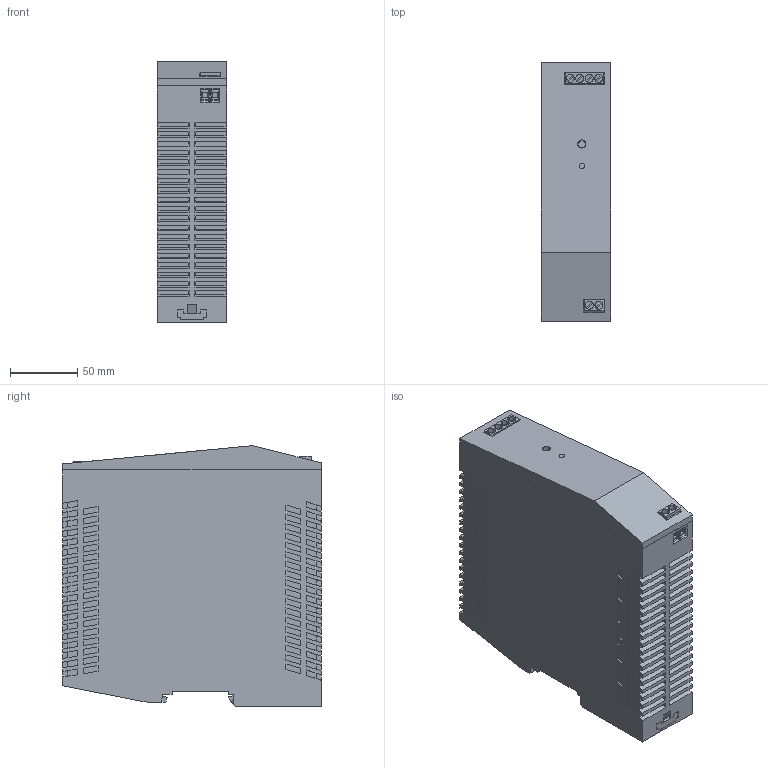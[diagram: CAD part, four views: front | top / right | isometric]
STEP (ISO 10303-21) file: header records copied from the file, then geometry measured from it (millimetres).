
FILE_DESCRIPTION(('FreeCAD Model'),'2;1');
FILE_NAME('Open CASCADE Shape Model','2025-04-30T06:42:57',('FreeCAD'),( 'FreeCAD'),'Open CASCADE STEP processor 7.6','FreeCAD','Unknown');
FILE_SCHEMA(('AUTOMOTIVE_DESIGN { 1 0 10303 214 1 1 1 1 }'));
Length unit declared in the file: millimetre
Products named in the file (1): Open CASCADE STEP translator 7.6 1
Bounding box: 51.87 x 192.65 x 194.16 mm (x, y, z)
Volume: 1777398.8 mm3; surface area: 130675.9 mm2
Topology: 1 solids, 1 shells, 1135 faces, 3059 edges, 2028 vertices
Faces by surface type: bspline 1135
Entity records: 32936 total; most frequent: CARTESIAN_POINT 14759, ORIENTED_EDGE 6118, EDGE_CURVE 3059, B_SPLINE_CURVE_WITH_KNOTS 2449, VERTEX_POINT 2028, FACE_BOUND 1237, EDGE_LOOP 1237, ADVANCED_FACE 1135
